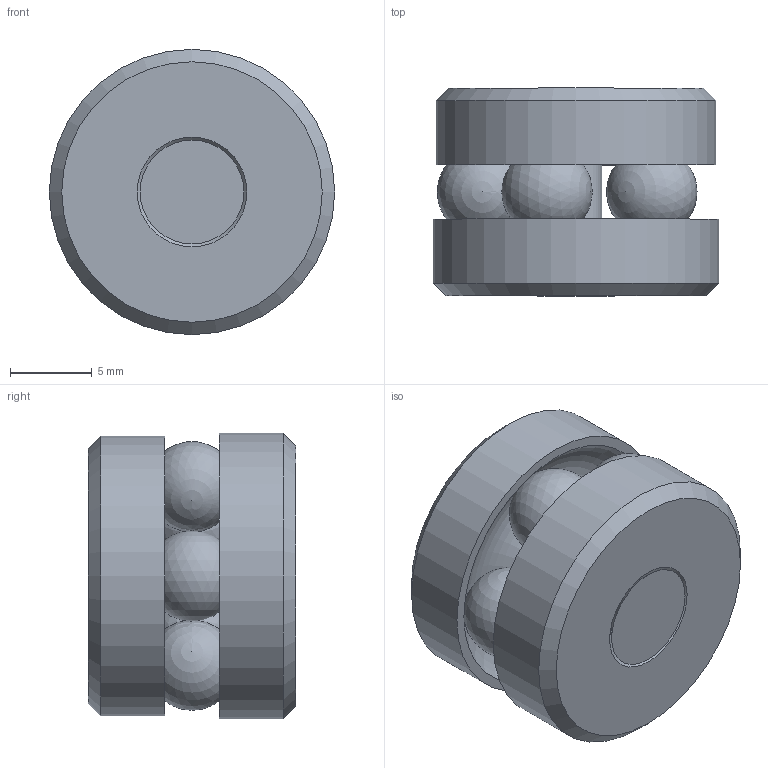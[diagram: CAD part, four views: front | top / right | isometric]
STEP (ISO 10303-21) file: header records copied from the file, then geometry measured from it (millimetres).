
FILE_DESCRIPTION (( 'STEP AP203' ), '1' );
FILE_NAME ('T-114RG_T-114RG-0011.step', '2016-02-04T15:34:09', ( '' ), ( '' ), 'SwSTEP 2.0', 'SolidWorks 2016', '' );
FILE_SCHEMA (( 'CONFIG_CONTROL_DESIGN' ));
Length unit declared in the file: inch
Products named in the file (1): T-114RG_T-114RG-0011
Bounding box: 17.46 x 12.7 x 17.46 mm (x, y, z)
Volume: 2376.7 mm3; surface area: 2206.2 mm2
Topology: 8 solids, 8 shells, 26 faces, 48 edges, 30 vertices
Faces by surface type: plane 8, cone 6, cylinder 5, sphere 5, torus 2
Full cylindrical faces by diameter (mm): 3.175 x1, 3.429 x2, 17.107 x1, 17.462 x1
Entity records: 537 total; most frequent: DIRECTION 94, CARTESIAN_POINT 67, AXIS2_PLACEMENT_3D 47, ORIENTED_EDGE 40, EDGE_LOOP 40, FACE_OUTER_BOUND 28, ADVANCED_FACE 26, EDGE_CURVE 20
